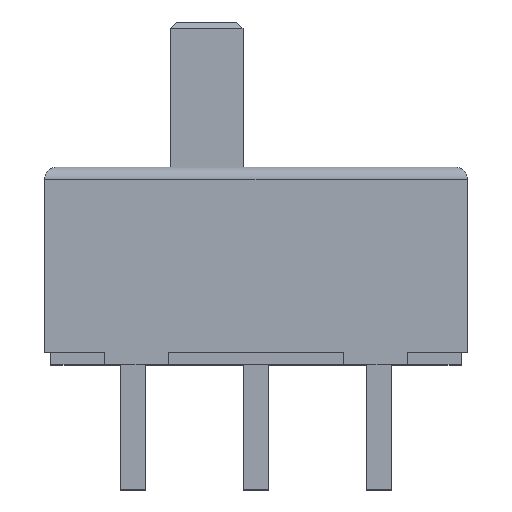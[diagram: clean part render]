
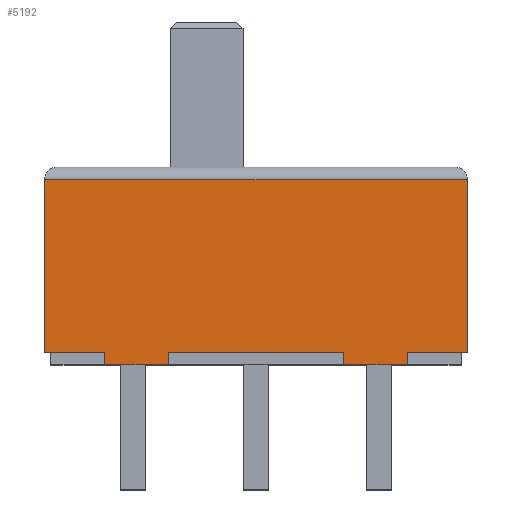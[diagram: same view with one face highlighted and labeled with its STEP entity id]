
A CAD part, top view. The second image highlights one B-rep face of the part: STEP entity #5192.
In plain terms, the highlighted planar face has unit normal (0, 0, 1).
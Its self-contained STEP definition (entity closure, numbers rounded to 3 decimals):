
#403=ORIENTED_EDGE('',*,*,#1479,.F.);
#404=ORIENTED_EDGE('',*,*,#1480,.F.);
#405=ORIENTED_EDGE('',*,*,#1481,.F.);
#406=ORIENTED_EDGE('',*,*,#1464,.F.);
#407=ORIENTED_EDGE('',*,*,#1482,.T.);
#408=ORIENTED_EDGE('',*,*,#1483,.T.);
#409=ORIENTED_EDGE('',*,*,#1438,.F.);
#410=ORIENTED_EDGE('',*,*,#1484,.T.);
#411=ORIENTED_EDGE('',*,*,#1433,.T.);
#412=ORIENTED_EDGE('',*,*,#1485,.F.);
#413=ORIENTED_EDGE('',*,*,#1486,.F.);
#414=ORIENTED_EDGE('',*,*,#1468,.F.);
#1433=EDGE_CURVE('',#1974,#1973,#2333,.T.);
#1438=EDGE_CURVE('',#1978,#1976,#2338,.T.);
#1464=EDGE_CURVE('',#2004,#2005,#2364,.T.);
#1468=EDGE_CURVE('',#2008,#2009,#2368,.T.);
#1479=EDGE_CURVE('',#2015,#2008,#2379,.T.);
#1480=EDGE_CURVE('',#2016,#2015,#2380,.T.);
#1481=EDGE_CURVE('',#2005,#2016,#2381,.T.);
#1482=EDGE_CURVE('',#2004,#2017,#2382,.T.);
#1483=EDGE_CURVE('',#2017,#1976,#2383,.T.);
#1484=EDGE_CURVE('',#1978,#1974,#2384,.T.);
#1485=EDGE_CURVE('',#2018,#1973,#2385,.T.);
#1486=EDGE_CURVE('',#2009,#2018,#2386,.T.);
#1973=VERTEX_POINT('',#6312);
#1974=VERTEX_POINT('',#6314);
#1976=VERTEX_POINT('',#6319);
#1978=VERTEX_POINT('',#6323);
#2004=VERTEX_POINT('',#6376);
#2005=VERTEX_POINT('',#6378);
#2008=VERTEX_POINT('',#6384);
#2009=VERTEX_POINT('',#6386);
#2015=VERTEX_POINT('',#6405);
#2016=VERTEX_POINT('',#6407);
#2017=VERTEX_POINT('',#6410);
#2018=VERTEX_POINT('',#6414);
#2333=LINE('',#6313,#2605);
#2338=LINE('',#6324,#2610);
#2364=LINE('',#6377,#2636);
#2368=LINE('',#6385,#2640);
#2379=LINE('',#6404,#2651);
#2380=LINE('',#6406,#2652);
#2381=LINE('',#6408,#2653);
#2382=LINE('',#6409,#2654);
#2383=LINE('',#6411,#2655);
#2384=LINE('',#6412,#2656);
#2385=LINE('',#6413,#2657);
#2386=LINE('',#6415,#2658);
#2605=VECTOR('',#5646,1000.);
#2610=VECTOR('',#5653,1000.);
#2636=VECTOR('',#5681,1000.);
#2640=VECTOR('',#5685,1000.);
#2651=VECTOR('',#5700,1000.);
#2652=VECTOR('',#5701,1000.);
#2653=VECTOR('',#5702,1000.);
#2654=VECTOR('',#5703,1000.);
#2655=VECTOR('',#5704,1000.);
#2656=VECTOR('',#5705,1000.);
#2657=VECTOR('',#5706,1000.);
#2658=VECTOR('',#5707,1000.);
#2882=EDGE_LOOP('',(#403,#404,#405,#406,#407,#408,#409,#410,#411,#412,#413,
#414));
#3134=FACE_BOUND('',#2882,.T.);
#3383=PLANE('',#5448);
#5192=ADVANCED_FACE('',(#3134),#3383,.T.);
#5448=AXIS2_PLACEMENT_3D('',#6403,#5698,#5699);
#5646=DIRECTION('',(0.,-1.,0.));
#5653=DIRECTION('',(0.,-1.,0.));
#5681=DIRECTION('',(-1.,0.,0.));
#5685=DIRECTION('',(-1.,0.,0.));
#5698=DIRECTION('',(0.,0.,1.));
#5699=DIRECTION('',(0.,-1.,0.));
#5700=DIRECTION('',(0.,-1.,0.));
#5701=DIRECTION('',(-1.,0.,0.));
#5702=DIRECTION('',(0.,1.,0.));
#5703=DIRECTION('',(0.,1.,0.));
#5704=DIRECTION('',(1.,0.,0.));
#5705=DIRECTION('',(-1.,0.,0.));
#5706=DIRECTION('',(-1.,0.,0.));
#5707=DIRECTION('',(0.,1.,0.));
#6312=CARTESIAN_POINT('',(-4.293,-1.854,0.253));
#6313=CARTESIAN_POINT('',(-4.293,1.906,0.253));
#6314=CARTESIAN_POINT('',(-4.293,1.652,0.253));
#6319=CARTESIAN_POINT('',(4.293,-1.854,0.253));
#6323=CARTESIAN_POINT('',(4.293,1.652,0.253));
#6324=CARTESIAN_POINT('',(4.293,1.906,0.253));
#6376=CARTESIAN_POINT('',(3.073,-2.107,0.253));
#6377=CARTESIAN_POINT('',(4.293,-2.107,0.253));
#6378=CARTESIAN_POINT('',(1.778,-2.107,0.253));
#6384=CARTESIAN_POINT('',(-1.778,-2.107,0.253));
#6385=CARTESIAN_POINT('',(4.293,-2.107,0.253));
#6386=CARTESIAN_POINT('',(-3.073,-2.107,0.253));
#6403=CARTESIAN_POINT('',(4.293,1.906,0.253));
#6404=CARTESIAN_POINT('',(-1.778,-1.854,0.253));
#6405=CARTESIAN_POINT('',(-1.778,-1.854,0.253));
#6406=CARTESIAN_POINT('',(1.778,-1.854,0.253));
#6407=CARTESIAN_POINT('',(1.778,-1.854,0.253));
#6408=CARTESIAN_POINT('',(1.778,-2.107,0.253));
#6409=CARTESIAN_POINT('',(3.073,-2.107,0.253));
#6410=CARTESIAN_POINT('',(3.073,-1.854,0.253));
#6411=CARTESIAN_POINT('',(3.073,-1.854,0.253));
#6412=CARTESIAN_POINT('',(-4.293,1.652,0.253));
#6413=CARTESIAN_POINT('',(-3.073,-1.854,0.253));
#6414=CARTESIAN_POINT('',(-3.073,-1.854,0.253));
#6415=CARTESIAN_POINT('',(-3.073,-2.107,0.253));
